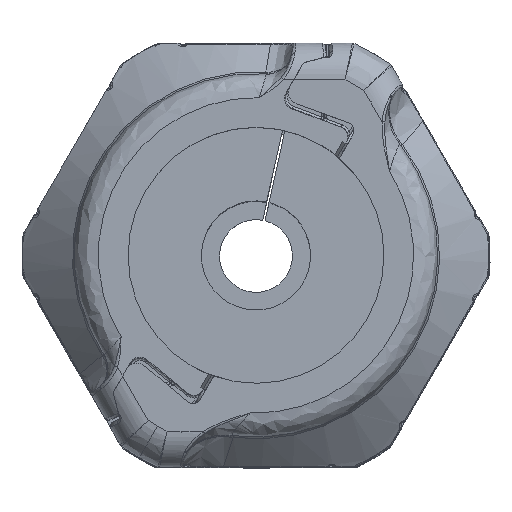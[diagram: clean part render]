
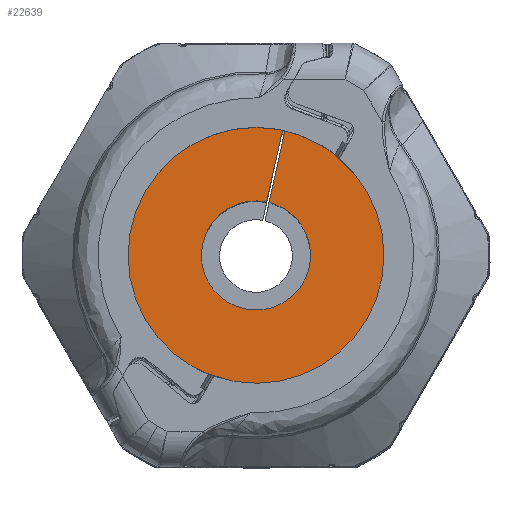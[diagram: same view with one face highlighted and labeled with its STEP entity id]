
A CAD part, top view. The second image highlights one B-rep face of the part: STEP entity #22639.
In plain terms, the highlighted planar face has unit normal (0, 0, 1).
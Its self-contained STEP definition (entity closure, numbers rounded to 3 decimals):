
#2066 = AXIS2_PLACEMENT_3D ( 'NONE', #43810, #7968, #49820 ) ;
#6398 = CARTESIAN_POINT ( 'NONE',  ( 0., 0., 27. ) ) ;
#6992 = CARTESIAN_POINT ( 'NONE',  ( -13.4, 0.1, 27. ) ) ;
#7968 = DIRECTION ( 'NONE',  ( 0., 0., 1. ) ) ;
#8197 = VERTEX_POINT ( 'NONE', #58677 ) ;
#10144 = EDGE_CURVE ( 'NONE', #8197, #29094, #57215, .T. ) ;
#11276 = DIRECTION ( 'NONE',  ( 1., 0., 0. ) ) ;
#12372 = DIRECTION ( 'NONE',  ( 1., 0., 0. ) ) ;
#12949 = DIRECTION ( 'NONE',  ( 1., 0., 0. ) ) ;
#13163 = EDGE_LOOP ( 'NONE', ( #54524, #22182, #60261, #37641, #49634, #23918 ) ) ;
#13258 = VECTOR ( 'NONE', #12949, 1000. ) ;
#13939 = AXIS2_PLACEMENT_3D ( 'NONE', #58343, #22420, #64375 ) ;
#16973 = CARTESIAN_POINT ( 'NONE',  ( 0., 0., 27. ) ) ;
#22182 = ORIENTED_EDGE ( 'NONE', *, *, #37929, .T. ) ;
#22420 = DIRECTION ( 'NONE',  ( 0., 0., 1. ) ) ;
#22639 = ADVANCED_FACE ( 'NONE', ( #55953 ), #70954, .T. ) ;
#22779 = DIRECTION ( 'NONE',  ( -1., 0., 0. ) ) ;
#23918 = ORIENTED_EDGE ( 'NONE', *, *, #28840, .F. ) ;
#25588 = AXIS2_PLACEMENT_3D ( 'NONE', #29893, #71808, #35930 ) ;
#28840 = EDGE_CURVE ( 'NONE', #41653, #8197, #75365, .T. ) ;
#29094 = VERTEX_POINT ( 'NONE', #68389 ) ;
#29893 = CARTESIAN_POINT ( 'NONE',  ( 0., 0., 27. ) ) ;
#32499 = VERTEX_POINT ( 'NONE', #67755 ) ;
#34593 = CARTESIAN_POINT ( 'NONE',  ( -2.998, -0.1, 27. ) ) ;
#35930 = DIRECTION ( 'NONE',  ( 1., 0., 0. ) ) ;
#37641 = ORIENTED_EDGE ( 'NONE', *, *, #64709, .T. ) ;
#37929 = EDGE_CURVE ( 'NONE', #39349, #62335, #42673, .T. ) ;
#39349 = VERTEX_POINT ( 'NONE', #66442 ) ;
#41653 = VERTEX_POINT ( 'NONE', #71452 ) ;
#42673 = CIRCLE ( 'NONE', #60740, 11.9 ) ;
#43810 = CARTESIAN_POINT ( 'NONE',  ( 0., 0., 27. ) ) ;
#47167 = DIRECTION ( 'NONE',  ( 0., 0., 1. ) ) ;
#48276 = DIRECTION ( 'NONE',  ( 0., 0., 1. ) ) ;
#48957 = AXIS2_PLACEMENT_3D ( 'NONE', #16973, #47167, #11276 ) ;
#49634 = ORIENTED_EDGE ( 'NONE', *, *, #10144, .F. ) ;
#49820 = DIRECTION ( 'NONE',  ( 1., 0., 0. ) ) ;
#51206 = CIRCLE ( 'NONE', #13939, 11.9 ) ;
#54524 = ORIENTED_EDGE ( 'NONE', *, *, #69774, .T. ) ;
#55953 = FACE_OUTER_BOUND ( 'NONE', #13163, .T. ) ;
#57215 = CIRCLE ( 'NONE', #2066, 4.5 ) ;
#58343 = CARTESIAN_POINT ( 'NONE',  ( 0., 0., 27. ) ) ;
#58677 = CARTESIAN_POINT ( 'NONE',  ( 4.5, 0., 27. ) ) ;
#60240 = VECTOR ( 'NONE', #22779, 1000. ) ;
#60261 = ORIENTED_EDGE ( 'NONE', *, *, #76767, .T. ) ;
#60740 = AXIS2_PLACEMENT_3D ( 'NONE', #6398, #48276, #12372 ) ;
#62110 = LINE ( 'NONE', #34593, #60240 ) ;
#62335 = VERTEX_POINT ( 'NONE', #66069 ) ;
#64375 = DIRECTION ( 'NONE',  ( 1., 0., 0. ) ) ;
#64709 = EDGE_CURVE ( 'NONE', #32499, #29094, #76920, .T. ) ;
#66069 = CARTESIAN_POINT ( 'NONE',  ( 11.9, 0., 27. ) ) ;
#66442 = CARTESIAN_POINT ( 'NONE',  ( -11.9, -0.1, 27. ) ) ;
#67755 = CARTESIAN_POINT ( 'NONE',  ( -11.9, 0.1, 27. ) ) ;
#68389 = CARTESIAN_POINT ( 'NONE',  ( -4.499, 0.1, 27. ) ) ;
#69774 = EDGE_CURVE ( 'NONE', #41653, #39349, #62110, .T. ) ;
#70954 = PLANE ( 'NONE',  #48957 ) ;
#71452 = CARTESIAN_POINT ( 'NONE',  ( -4.499, -0.1, 27. ) ) ;
#71808 = DIRECTION ( 'NONE',  ( 0., 0., 1. ) ) ;
#75365 = CIRCLE ( 'NONE', #25588, 4.5 ) ;
#76767 = EDGE_CURVE ( 'NONE', #62335, #32499, #51206, .T. ) ;
#76920 = LINE ( 'NONE', #6992, #13258 ) ;
